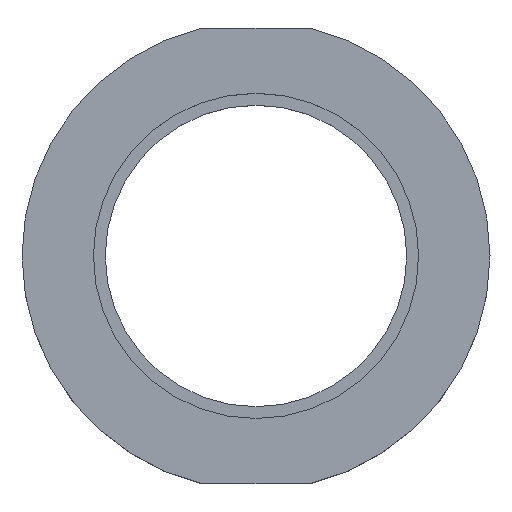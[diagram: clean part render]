
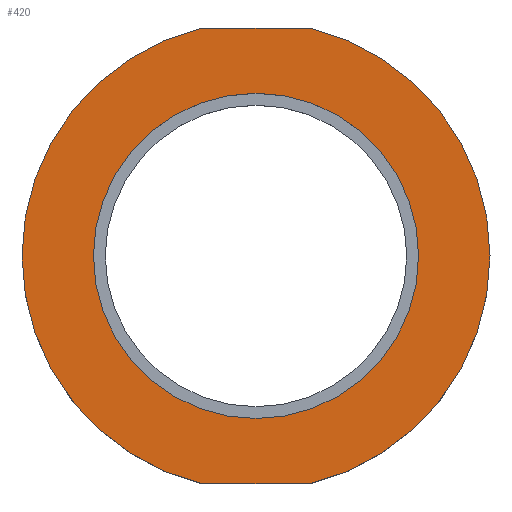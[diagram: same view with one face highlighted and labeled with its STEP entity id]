
A CAD part, top view. The second image highlights one B-rep face of the part: STEP entity #420.
In plain terms, the highlighted planar face has unit normal (0, 0, 1).
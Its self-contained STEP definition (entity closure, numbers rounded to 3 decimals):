
#6 = DIRECTION ( 'NONE',  ( -1., 0., 0. ) ) ;
#7 = AXIS2_PLACEMENT_3D ( 'NONE', #915, #911, #550 ) ;
#68 = VERTEX_POINT ( 'NONE', #96 ) ;
#75 = EDGE_CURVE ( 'NONE', #169, #68, #941, .T. ) ;
#96 = CARTESIAN_POINT ( 'NONE',  ( 6.823, 28.7, 7.5 ) ) ;
#100 = EDGE_CURVE ( 'NONE', #926, #417, #272, .T. ) ;
#115 = VERTEX_POINT ( 'NONE', #329 ) ;
#117 = DIRECTION ( 'NONE',  ( 0., 0., -1. ) ) ;
#124 = ORIENTED_EDGE ( 'NONE', *, *, #100, .T. ) ;
#133 = AXIS2_PLACEMENT_3D ( 'NONE', #428, #117, #857 ) ;
#140 = CIRCLE ( 'NONE', #242, 29.5 ) ;
#146 = CARTESIAN_POINT ( 'NONE',  ( 0., 0., 7.5 ) ) ;
#149 = AXIS2_PLACEMENT_3D ( 'NONE', #444, #947, #590 ) ;
#152 = VECTOR ( 'NONE', #177, 1000. ) ;
#169 = VERTEX_POINT ( 'NONE', #841 ) ;
#174 = EDGE_CURVE ( 'NONE', #417, #926, #472, .T. ) ;
#177 = DIRECTION ( 'NONE',  ( -1., 0., 0. ) ) ;
#191 = FACE_BOUND ( 'NONE', #876, .T. ) ;
#212 = DIRECTION ( 'NONE',  ( -1., 0., 0. ) ) ;
#220 = CARTESIAN_POINT ( 'NONE',  ( -20.5, 0., 7.5 ) ) ;
#223 = CARTESIAN_POINT ( 'NONE',  ( -29.5, 0., 7.5 ) ) ;
#234 = ORIENTED_EDGE ( 'NONE', *, *, #679, .F. ) ;
#242 = AXIS2_PLACEMENT_3D ( 'NONE', #146, #734, #6 ) ;
#253 = CIRCLE ( 'NONE', #721, 29.5 ) ;
#255 = ORIENTED_EDGE ( 'NONE', *, *, #547, .F. ) ;
#272 = CIRCLE ( 'NONE', #7, 20.5 ) ;
#293 = DIRECTION ( 'NONE',  ( -1., 0., 0. ) ) ;
#307 = AXIS2_PLACEMENT_3D ( 'NONE', #592, #512, #293 ) ;
#324 = LINE ( 'NONE', #393, #152 ) ;
#329 = CARTESIAN_POINT ( 'NONE',  ( -6.823, -28.7, 7.5 ) ) ;
#343 = ORIENTED_EDGE ( 'NONE', *, *, #75, .F. ) ;
#373 = CARTESIAN_POINT ( 'NONE',  ( 0., 0., 7.5 ) ) ;
#392 = VERTEX_POINT ( 'NONE', #223 ) ;
#393 = CARTESIAN_POINT ( 'NONE',  ( -33.152, -28.7, 7.5 ) ) ;
#417 = VERTEX_POINT ( 'NONE', #220 ) ;
#420 = ADVANCED_FACE ( 'NONE', ( #586, #191 ), #723, .F. ) ;
#428 = CARTESIAN_POINT ( 'NONE',  ( 0., 0., 7.5 ) ) ;
#444 = CARTESIAN_POINT ( 'NONE',  ( 29.5, 0., 7.5 ) ) ;
#472 = CIRCLE ( 'NONE', #133, 20.5 ) ;
#493 = CARTESIAN_POINT ( 'NONE',  ( -33.152, 28.7, 7.5 ) ) ;
#512 = DIRECTION ( 'NONE',  ( 0., 0., -1. ) ) ;
#547 = EDGE_CURVE ( 'NONE', #115, #392, #140, .T. ) ;
#550 = DIRECTION ( 'NONE',  ( -1., 0., 0. ) ) ;
#586 = FACE_OUTER_BOUND ( 'NONE', #761, .T. ) ;
#590 = DIRECTION ( 'NONE',  ( -1., 0., 0. ) ) ;
#592 = CARTESIAN_POINT ( 'NONE',  ( 0., 0., 7.5 ) ) ;
#620 = DIRECTION ( 'NONE',  ( 1., 0., 0. ) ) ;
#650 = ORIENTED_EDGE ( 'NONE', *, *, #928, .F. ) ;
#652 = CARTESIAN_POINT ( 'NONE',  ( 20.5, 0., 7.5 ) ) ;
#655 = VECTOR ( 'NONE', #620, 1000. ) ;
#657 = ORIENTED_EDGE ( 'NONE', *, *, #940, .F. ) ;
#679 = EDGE_CURVE ( 'NONE', #900, #115, #324, .T. ) ;
#682 = ORIENTED_EDGE ( 'NONE', *, *, #174, .T. ) ;
#721 = AXIS2_PLACEMENT_3D ( 'NONE', #373, #937, #212 ) ;
#723 = PLANE ( 'NONE',  #149 ) ;
#734 = DIRECTION ( 'NONE',  ( 0., 0., -1. ) ) ;
#757 = CIRCLE ( 'NONE', #307, 29.5 ) ;
#761 = EDGE_LOOP ( 'NONE', ( #255, #234, #650, #343, #657 ) ) ;
#809 = CARTESIAN_POINT ( 'NONE',  ( 6.823, -28.7, 7.5 ) ) ;
#841 = CARTESIAN_POINT ( 'NONE',  ( -6.823, 28.7, 7.5 ) ) ;
#857 = DIRECTION ( 'NONE',  ( -1., 0., 0. ) ) ;
#876 = EDGE_LOOP ( 'NONE', ( #682, #124 ) ) ;
#900 = VERTEX_POINT ( 'NONE', #809 ) ;
#911 = DIRECTION ( 'NONE',  ( 0., 0., -1. ) ) ;
#915 = CARTESIAN_POINT ( 'NONE',  ( 0., 0., 7.5 ) ) ;
#926 = VERTEX_POINT ( 'NONE', #652 ) ;
#928 = EDGE_CURVE ( 'NONE', #68, #900, #757, .T. ) ;
#937 = DIRECTION ( 'NONE',  ( 0., 0., -1. ) ) ;
#940 = EDGE_CURVE ( 'NONE', #392, #169, #253, .T. ) ;
#941 = LINE ( 'NONE', #493, #655 ) ;
#947 = DIRECTION ( 'NONE',  ( 0., 0., -1. ) ) ;
